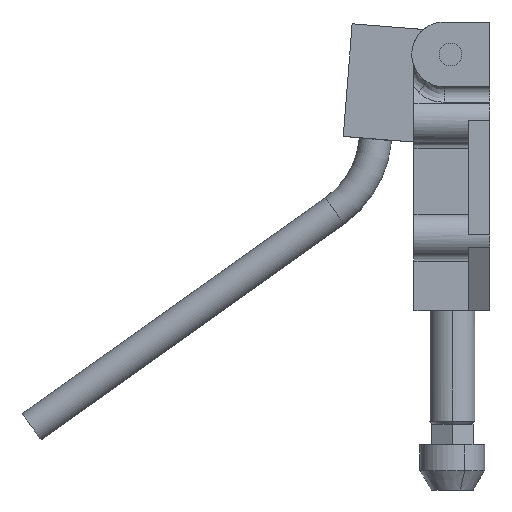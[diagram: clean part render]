
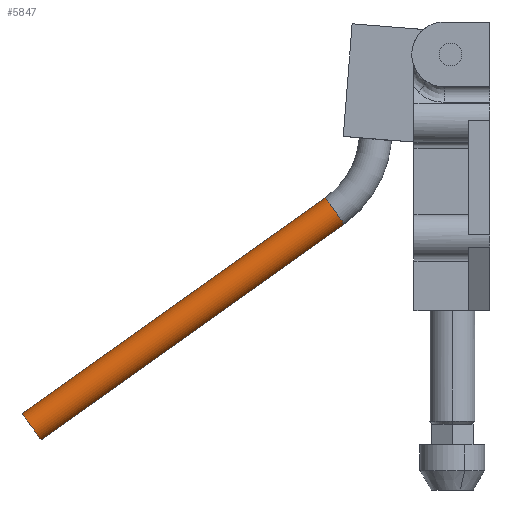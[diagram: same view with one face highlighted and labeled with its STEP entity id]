
A CAD part, left-side view. The second image highlights one B-rep face of the part: STEP entity #5847.
In plain terms, the highlighted cylindrical face has radius 5 mm (diameter 10 mm), a partial arc.
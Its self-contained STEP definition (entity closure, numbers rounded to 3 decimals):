
#3 = VECTOR ( 'NONE', #4198, 1000. ) ;
#111 = CARTESIAN_POINT ( 'NONE',  ( 131.902, 0., 98.811 ) ) ;
#150 = CARTESIAN_POINT ( 'NONE',  ( 54.151, 0., 13.93 ) ) ;
#238 = EDGE_LOOP ( 'NONE', ( #1898, #3399, #5411, #3818 ) ) ;
#375 = VECTOR ( 'NONE', #816, 1000. ) ;
#511 = LINE ( 'NONE', #2866, #375 ) ;
#579 = VERTEX_POINT ( 'NONE', #4200 ) ;
#598 = DIRECTION ( 'NONE',  ( 0.766, 0., -0.643 ) ) ;
#657 = AXIS2_PLACEMENT_3D ( 'NONE', #1969, #1445, #3960 ) ;
#816 = DIRECTION ( 'NONE',  ( 0.643, 0., 0.766 ) ) ;
#870 = CARTESIAN_POINT ( 'NONE',  ( 54.151, 0., 13.93 ) ) ;
#1015 = CARTESIAN_POINT ( 'NONE',  ( 57.981, 0., 10.716 ) ) ;
#1115 = AXIS2_PLACEMENT_3D ( 'NONE', #1015, #4420, #1559 ) ;
#1221 = AXIS2_PLACEMENT_3D ( 'NONE', #111, #3725, #598 ) ;
#1261 = VERTEX_POINT ( 'NONE', #870 ) ;
#1364 = CARTESIAN_POINT ( 'NONE',  ( 128.072, 0., 102.025 ) ) ;
#1445 = DIRECTION ( 'NONE',  ( 0.643, 0., 0.766 ) ) ;
#1559 = DIRECTION ( 'NONE',  ( 0.766, 0., -0.643 ) ) ;
#1671 = VERTEX_POINT ( 'NONE', #5257 ) ;
#1898 = ORIENTED_EDGE ( 'NONE', *, *, #3657, .T. ) ;
#1969 = CARTESIAN_POINT ( 'NONE',  ( 57.981, 0., 10.716 ) ) ;
#2653 = CIRCLE ( 'NONE', #1221, 5. ) ;
#2866 = CARTESIAN_POINT ( 'NONE',  ( 61.812, 0., 7.502 ) ) ;
#2907 = EDGE_CURVE ( 'NONE', #1261, #5738, #3799, .T. ) ;
#3122 = EDGE_CURVE ( 'NONE', #579, #1671, #511, .T. ) ;
#3399 = ORIENTED_EDGE ( 'NONE', *, *, #2907, .T. ) ;
#3497 = EDGE_CURVE ( 'NONE', #1671, #5738, #2653, .T. ) ;
#3657 = EDGE_CURVE ( 'NONE', #579, #1261, #4823, .T. ) ;
#3725 = DIRECTION ( 'NONE',  ( 0.643, 0., 0.766 ) ) ;
#3799 = LINE ( 'NONE', #150, #3 ) ;
#3818 = ORIENTED_EDGE ( 'NONE', *, *, #3122, .F. ) ;
#3960 = DIRECTION ( 'NONE',  ( 0.766, 0., -0.643 ) ) ;
#4198 = DIRECTION ( 'NONE',  ( 0.643, 0., 0.766 ) ) ;
#4200 = CARTESIAN_POINT ( 'NONE',  ( 61.812, 0., 7.502 ) ) ;
#4420 = DIRECTION ( 'NONE',  ( 0.643, 0., 0.766 ) ) ;
#4823 = CIRCLE ( 'NONE', #1115, 5. ) ;
#5257 = CARTESIAN_POINT ( 'NONE',  ( 135.732, 0., 95.598 ) ) ;
#5411 = ORIENTED_EDGE ( 'NONE', *, *, #3497, .F. ) ;
#5623 = CYLINDRICAL_SURFACE ( 'NONE', #657, 5. ) ;
#5663 = FACE_OUTER_BOUND ( 'NONE', #238, .T. ) ;
#5738 = VERTEX_POINT ( 'NONE', #1364 ) ;
#5847 = ADVANCED_FACE ( 'NONE', ( #5663 ), #5623, .T. ) ;
